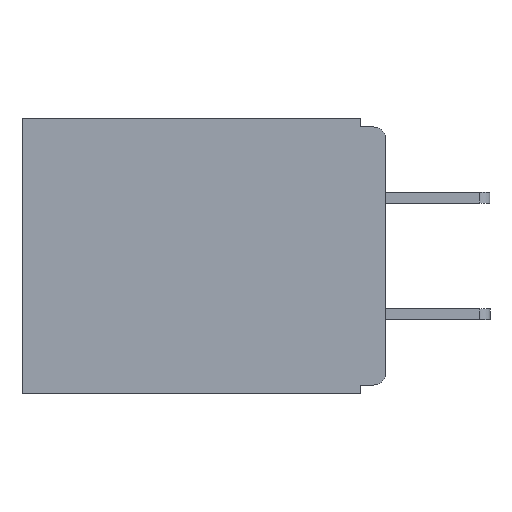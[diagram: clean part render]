
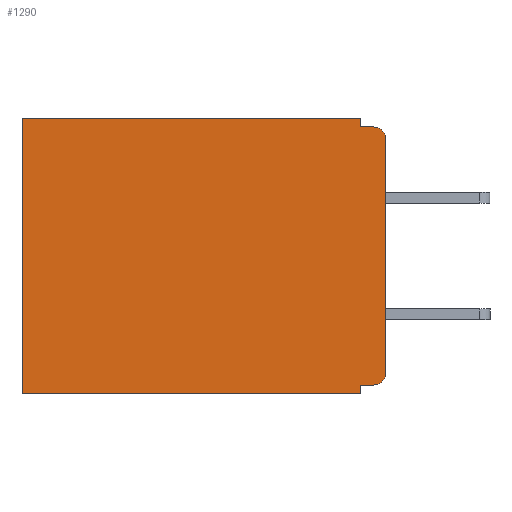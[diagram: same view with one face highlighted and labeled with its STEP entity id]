
A CAD part, left-side view. The second image highlights one B-rep face of the part: STEP entity #1290.
In plain terms, the highlighted planar face has unit normal (-1, 0, 0).
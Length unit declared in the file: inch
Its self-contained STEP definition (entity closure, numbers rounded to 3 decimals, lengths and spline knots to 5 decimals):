
#72 = DIRECTION ( 'NONE',  ( -1., 0., 0. ) ) ;
#209 = AXIS2_PLACEMENT_3D ( 'NONE', #6011, #72, #6854 ) ;
#227 = EDGE_CURVE ( 'NONE', #9115, #6929, #8969, .T. ) ;
#251 = CARTESIAN_POINT ( 'NONE',  ( 0.3, 0.437, -0.33 ) ) ;
#285 = CIRCLE ( 'NONE', #9891, 0.015 ) ;
#288 = DIRECTION ( 'NONE',  ( 0., 1., 0. ) ) ;
#319 = DIRECTION ( 'NONE',  ( 0., 1., 0. ) ) ;
#500 = DIRECTION ( 'NONE',  ( 0., 0., -1. ) ) ;
#744 = CARTESIAN_POINT ( 'NONE',  ( 0.3, 0., -0.025 ) ) ;
#1286 = EDGE_CURVE ( 'NONE', #6749, #10099, #11079, .T. ) ;
#1290 = ADVANCED_FACE ( 'NONE', ( #4351 ), #3140, .F. ) ;
#1418 = CARTESIAN_POINT ( 'NONE',  ( 0.3, 0., 0. ) ) ;
#1456 = ORIENTED_EDGE ( 'NONE', *, *, #5591, .F. ) ;
#1592 = CARTESIAN_POINT ( 'NONE',  ( 0.3, 0.031, -0.33 ) ) ;
#1737 = CARTESIAN_POINT ( 'NONE',  ( 0.3, 0.031, 0. ) ) ;
#2158 = CARTESIAN_POINT ( 'NONE',  ( 0.3, 0.437, 0. ) ) ;
#2251 = CARTESIAN_POINT ( 'NONE',  ( 0.3, 0.031, 0. ) ) ;
#2432 = DIRECTION ( 'NONE',  ( 0., 0., -1. ) ) ;
#2496 = DIRECTION ( 'NONE',  ( -1., 0., 0. ) ) ;
#2578 = AXIS2_PLACEMENT_3D ( 'NONE', #4966, #7468, #9733 ) ;
#2701 = ORIENTED_EDGE ( 'NONE', *, *, #2782, .F. ) ;
#2752 = DIRECTION ( 'NONE',  ( 0., 0., -1. ) ) ;
#2782 = EDGE_CURVE ( 'NONE', #9424, #5055, #6981, .T. ) ;
#3140 = PLANE ( 'NONE',  #2578 ) ;
#3238 = DIRECTION ( 'NONE',  ( 0., 0., -1. ) ) ;
#3254 = VERTEX_POINT ( 'NONE', #1592 ) ;
#3800 = EDGE_CURVE ( 'NONE', #9424, #10099, #285, .T. ) ;
#3917 = VECTOR ( 'NONE', #319, 39.37008 ) ;
#3935 = VECTOR ( 'NONE', #10185, 39.37008 ) ;
#3986 = LINE ( 'NONE', #5770, #8239 ) ;
#3992 = EDGE_CURVE ( 'NONE', #3254, #4796, #3986, .T. ) ;
#4210 = VECTOR ( 'NONE', #288, 39.37008 ) ;
#4351 = FACE_OUTER_BOUND ( 'NONE', #4430, .T. ) ;
#4430 = EDGE_LOOP ( 'NONE', ( #2701, #10891, #6056, #11626, #11373, #5633, #6242, #1456, #10196, #10867 ) ) ;
#4461 = LINE ( 'NONE', #2251, #8900 ) ;
#4480 = CARTESIAN_POINT ( 'NONE',  ( 0.3, 0.031, -0.33 ) ) ;
#4578 = CARTESIAN_POINT ( 'NONE',  ( 0.3, 0.031, -0.01 ) ) ;
#4796 = VERTEX_POINT ( 'NONE', #251 ) ;
#4966 = CARTESIAN_POINT ( 'NONE',  ( 0.3, 0., -0.33 ) ) ;
#5055 = VERTEX_POINT ( 'NONE', #10712 ) ;
#5234 = CARTESIAN_POINT ( 'NONE',  ( 0.3, 0., -0.33 ) ) ;
#5393 = EDGE_CURVE ( 'NONE', #7058, #4796, #6522, .T. ) ;
#5591 = EDGE_CURVE ( 'NONE', #6929, #3254, #6905, .T. ) ;
#5633 = ORIENTED_EDGE ( 'NONE', *, *, #5393, .T. ) ;
#5770 = CARTESIAN_POINT ( 'NONE',  ( 0.3, 0., -0.33 ) ) ;
#6011 = CARTESIAN_POINT ( 'NONE',  ( 0.3, 0.015, -0.305 ) ) ;
#6047 = EDGE_CURVE ( 'NONE', #6829, #7058, #8703, .T. ) ;
#6056 = ORIENTED_EDGE ( 'NONE', *, *, #1286, .F. ) ;
#6242 = ORIENTED_EDGE ( 'NONE', *, *, #3992, .F. ) ;
#6522 = LINE ( 'NONE', #8924, #3935 ) ;
#6749 = VERTEX_POINT ( 'NONE', #4578 ) ;
#6829 = VERTEX_POINT ( 'NONE', #1737 ) ;
#6854 = DIRECTION ( 'NONE',  ( 0., 0., -1. ) ) ;
#6905 = LINE ( 'NONE', #4480, #10881 ) ;
#6929 = VERTEX_POINT ( 'NONE', #10161 ) ;
#6981 = LINE ( 'NONE', #5234, #11186 ) ;
#7058 = VERTEX_POINT ( 'NONE', #2158 ) ;
#7117 = CARTESIAN_POINT ( 'NONE',  ( 0.3, 0., -0.01 ) ) ;
#7121 = CARTESIAN_POINT ( 'NONE',  ( 0.3, 0.015, -0.32 ) ) ;
#7303 = CARTESIAN_POINT ( 'NONE',  ( 0.3, 0.015, -0.025 ) ) ;
#7468 = DIRECTION ( 'NONE',  ( 1., 0., 0. ) ) ;
#8239 = VECTOR ( 'NONE', #10872, 39.37008 ) ;
#8703 = LINE ( 'NONE', #1418, #3917 ) ;
#8810 = VECTOR ( 'NONE', #8839, 39.37008 ) ;
#8839 = DIRECTION ( 'NONE',  ( 0., -1., 0. ) ) ;
#8900 = VECTOR ( 'NONE', #3238, 39.37008 ) ;
#8924 = CARTESIAN_POINT ( 'NONE',  ( 0.3, 0.437, -0.33 ) ) ;
#8969 = LINE ( 'NONE', #10148, #4210 ) ;
#9025 = EDGE_CURVE ( 'NONE', #6829, #6749, #4461, .T. ) ;
#9115 = VERTEX_POINT ( 'NONE', #7121 ) ;
#9424 = VERTEX_POINT ( 'NONE', #744 ) ;
#9733 = DIRECTION ( 'NONE',  ( 0., 0., -1. ) ) ;
#9891 = AXIS2_PLACEMENT_3D ( 'NONE', #7303, #2496, #2432 ) ;
#10099 = VERTEX_POINT ( 'NONE', #11687 ) ;
#10148 = CARTESIAN_POINT ( 'NONE',  ( 0.3, 0., -0.32 ) ) ;
#10161 = CARTESIAN_POINT ( 'NONE',  ( 0.3, 0.031, -0.32 ) ) ;
#10185 = DIRECTION ( 'NONE',  ( 0., 0., -1. ) ) ;
#10196 = ORIENTED_EDGE ( 'NONE', *, *, #227, .F. ) ;
#10712 = CARTESIAN_POINT ( 'NONE',  ( 0.3, 0., -0.305 ) ) ;
#10760 = CIRCLE ( 'NONE', #209, 0.015 ) ;
#10867 = ORIENTED_EDGE ( 'NONE', *, *, #11681, .T. ) ;
#10872 = DIRECTION ( 'NONE',  ( 0., 1., 0. ) ) ;
#10881 = VECTOR ( 'NONE', #500, 39.37008 ) ;
#10891 = ORIENTED_EDGE ( 'NONE', *, *, #3800, .T. ) ;
#11079 = LINE ( 'NONE', #7117, #8810 ) ;
#11186 = VECTOR ( 'NONE', #2752, 39.37008 ) ;
#11373 = ORIENTED_EDGE ( 'NONE', *, *, #6047, .T. ) ;
#11626 = ORIENTED_EDGE ( 'NONE', *, *, #9025, .F. ) ;
#11681 = EDGE_CURVE ( 'NONE', #9115, #5055, #10760, .T. ) ;
#11687 = CARTESIAN_POINT ( 'NONE',  ( 0.3, 0.015, -0.01 ) ) ;
